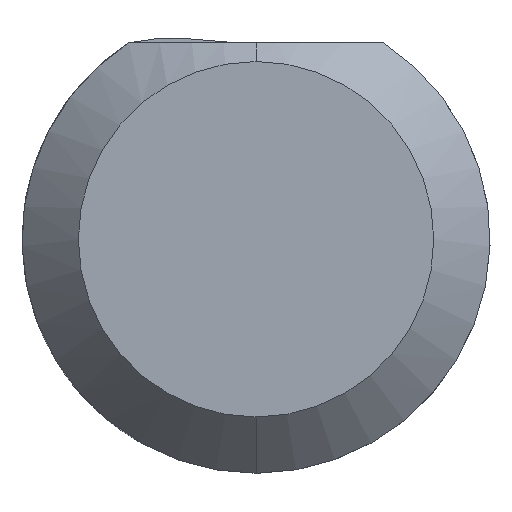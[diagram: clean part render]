
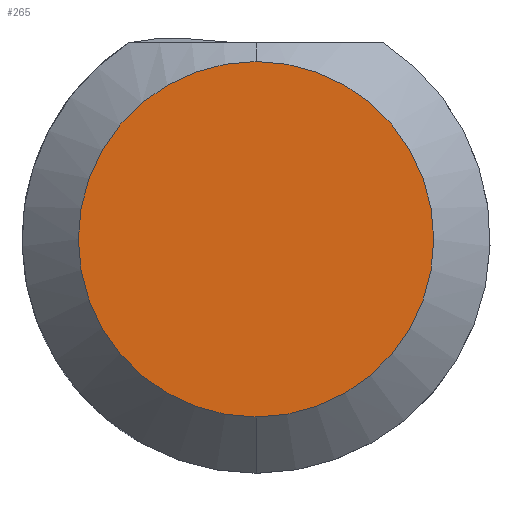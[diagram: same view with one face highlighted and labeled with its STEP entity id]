
A CAD part, left-side view. The second image highlights one B-rep face of the part: STEP entity #265.
In plain terms, the highlighted planar face has unit normal (-1, 0, 0).
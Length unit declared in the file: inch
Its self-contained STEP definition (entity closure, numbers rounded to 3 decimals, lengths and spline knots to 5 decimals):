
#38 = DIRECTION ( 'NONE',  ( 0., 0., -1. ) ) ;
#88 = DIRECTION ( 'NONE',  ( 0., 0., 1. ) ) ;
#99 = AXIS2_PLACEMENT_3D ( 'NONE', #669, #349, #654 ) ;
#140 = VERTEX_POINT ( 'NONE', #229 ) ;
#143 = DIRECTION ( 'NONE',  ( -1., 0., 0. ) ) ;
#161 = VERTEX_POINT ( 'NONE', #495 ) ;
#218 = EDGE_CURVE ( 'NONE', #161, #140, #499, .T. ) ;
#229 = CARTESIAN_POINT ( 'NONE',  ( 0., 0., -0.04735 ) ) ;
#243 = PLANE ( 'NONE',  #380 ) ;
#251 = DIRECTION ( 'NONE',  ( 1., 0., 0. ) ) ;
#265 = ADVANCED_FACE ( 'NONE', ( #557 ), #243, .F. ) ;
#279 = ORIENTED_EDGE ( 'NONE', *, *, #218, .T. ) ;
#349 = DIRECTION ( 'NONE',  ( -1., 0., 0. ) ) ;
#370 = AXIS2_PLACEMENT_3D ( 'NONE', #465, #143, #88 ) ;
#380 = AXIS2_PLACEMENT_3D ( 'NONE', #402, #251, #38 ) ;
#402 = CARTESIAN_POINT ( 'NONE',  ( 0., 0., 0. ) ) ;
#431 = CIRCLE ( 'NONE', #99, 0.04735 ) ;
#465 = CARTESIAN_POINT ( 'NONE',  ( 0., 0., 0. ) ) ;
#495 = CARTESIAN_POINT ( 'NONE',  ( 0., 0., 0.04735 ) ) ;
#499 = CIRCLE ( 'NONE', #370, 0.04735 ) ;
#549 = EDGE_CURVE ( 'NONE', #140, #161, #431, .T. ) ;
#557 = FACE_OUTER_BOUND ( 'NONE', #659, .T. ) ;
#654 = DIRECTION ( 'NONE',  ( 0., 0., 1. ) ) ;
#659 = EDGE_LOOP ( 'NONE', ( #685, #279 ) ) ;
#669 = CARTESIAN_POINT ( 'NONE',  ( 0., 0., 0. ) ) ;
#685 = ORIENTED_EDGE ( 'NONE', *, *, #549, .T. ) ;
